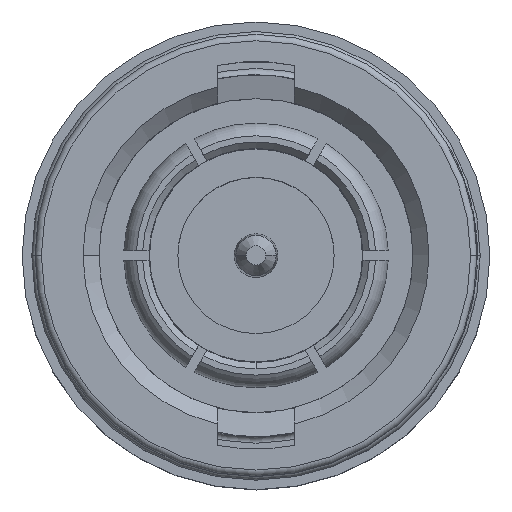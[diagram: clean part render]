
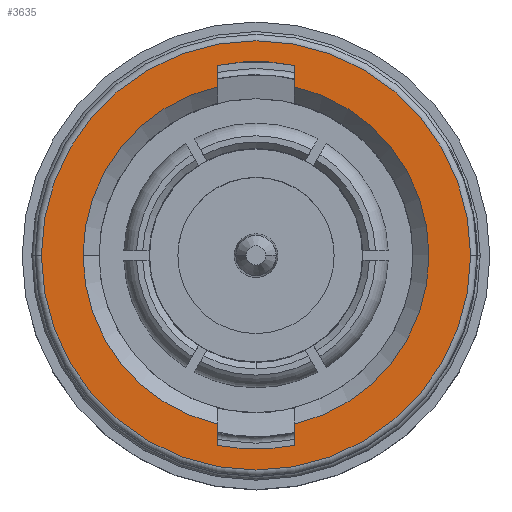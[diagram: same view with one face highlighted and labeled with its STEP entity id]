
A CAD part, top view. The second image highlights one B-rep face of the part: STEP entity #3635.
In plain terms, the highlighted planar face has unit normal (0, 0, 1).
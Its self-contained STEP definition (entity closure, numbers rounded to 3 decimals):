
#59 = VERTEX_POINT ( 'NONE', #7087 ) ;
#94 = VERTEX_POINT ( 'NONE', #7090 ) ;
#117 = VERTEX_POINT ( 'NONE', #9231 ) ;
#136 = VERTEX_POINT ( 'NONE', #9220 ) ;
#141 = VERTEX_POINT ( 'NONE', #9224 ) ;
#143 = VERTEX_POINT ( 'NONE', #9226 ) ;
#191 = VERTEX_POINT ( 'NONE', #7099 ) ;
#582 = CARTESIAN_POINT ( 'NONE',  ( -1.2, -5.265, 0.85 ) ) ;
#1205 = EDGE_CURVE ( 'NONE', #117, #141, #2190, .T. ) ;
#1207 = EDGE_CURVE ( 'NONE', #191, #117, #2189, .T. ) ;
#1212 = EDGE_CURVE ( 'NONE', #141, #143, #2196, .T. ) ;
#1220 = EDGE_CURVE ( 'NONE', #2181, #94, #2200, .T. ) ;
#2181 = VERTEX_POINT ( 'NONE', #582 ) ;
#2189 = LINE ( 'NONE', #4078, #2194 ) ;
#2190 = CIRCLE ( 'NONE', #12879, 6.05 ) ;
#2194 = VECTOR ( 'NONE', #4130, 1000. ) ;
#2196 = LINE ( 'NONE', #4125, #2199 ) ;
#2198 = VECTOR ( 'NONE', #3455, 1000. ) ;
#2199 = VECTOR ( 'NONE', #4076, 1000. ) ;
#2200 = LINE ( 'NONE', #3524, #2198 ) ;
#2918 = ORIENTED_EDGE ( 'NONE', *, *, #1212, .F. ) ;
#2922 = ORIENTED_EDGE ( 'NONE', *, *, #10362, .F. ) ;
#2953 = ORIENTED_EDGE ( 'NONE', *, *, #1220, .F. ) ;
#2959 = ORIENTED_EDGE ( 'NONE', *, *, #10168, .F. ) ;
#2961 = ORIENTED_EDGE ( 'NONE', *, *, #1205, .F. ) ;
#2990 = ORIENTED_EDGE ( 'NONE', *, *, #12837, .F. ) ;
#3001 = ORIENTED_EDGE ( 'NONE', *, *, #10376, .F. ) ;
#3032 = ORIENTED_EDGE ( 'NONE', *, *, #12807, .F. ) ;
#3045 = ORIENTED_EDGE ( 'NONE', *, *, #1207, .F. ) ;
#3047 = ORIENTED_EDGE ( 'NONE', *, *, #10056, .T. ) ;
#3455 = DIRECTION ( 'NONE',  ( 0., -1., 0. ) ) ;
#3524 = CARTESIAN_POINT ( 'NONE',  ( -1.2, -4.751, 0.85 ) ) ;
#3635 = ADVANCED_FACE ( 'NONE', ( #11588, #11592 ), #10485, .F. ) ;
#4076 = DIRECTION ( 'NONE',  ( 0., -1., 0. ) ) ;
#4078 = CARTESIAN_POINT ( 'NONE',  ( 1.2, 4.751, 0.85 ) ) ;
#4080 = DIRECTION ( 'NONE',  ( -1., 0., 0. ) ) ;
#4119 = DIRECTION ( 'NONE',  ( 0., 0., 1. ) ) ;
#4125 = CARTESIAN_POINT ( 'NONE',  ( -1.2, 4.751, 0.85 ) ) ;
#4130 = DIRECTION ( 'NONE',  ( 0., 1., 0. ) ) ;
#4143 = CARTESIAN_POINT ( 'NONE',  ( 0., 0., 0.85 ) ) ;
#6319 = EDGE_LOOP ( 'NONE', ( #2990, #2953, #2959, #3032, #2918, #2961, #3045, #2922, #3001 ) ) ;
#6336 = EDGE_LOOP ( 'NONE', ( #8785, #3047 ) ) ;
#7087 = CARTESIAN_POINT ( 'NONE',  ( 1.2, -5.93, 0.85 ) ) ;
#7090 = CARTESIAN_POINT ( 'NONE',  ( -1.2, -5.93, 0.85 ) ) ;
#7099 = CARTESIAN_POINT ( 'NONE',  ( 1.2, 5.265, 0.85 ) ) ;
#8424 = VERTEX_POINT ( 'NONE', #13469 ) ;
#8777 = VERTEX_POINT ( 'NONE', #13556 ) ;
#8785 = ORIENTED_EDGE ( 'NONE', *, *, #12767, .T. ) ;
#9220 = CARTESIAN_POINT ( 'NONE',  ( 1.2, -5.265, 0.85 ) ) ;
#9224 = CARTESIAN_POINT ( 'NONE',  ( -1.2, 5.93, 0.85 ) ) ;
#9226 = CARTESIAN_POINT ( 'NONE',  ( -1.2, 5.265, 0.85 ) ) ;
#9231 = CARTESIAN_POINT ( 'NONE',  ( 1.2, 5.93, 0.85 ) ) ;
#9577 = AXIS2_PLACEMENT_3D ( 'NONE', #10492, #10493, #10494 ) ;
#10056 = EDGE_CURVE ( 'NONE', #12603, #8424, #14315, .T. ) ;
#10168 = EDGE_CURVE ( 'NONE', #8777, #2181, #14353, .T. ) ;
#10362 = EDGE_CURVE ( 'NONE', #136, #191, #14462, .T. ) ;
#10376 = EDGE_CURVE ( 'NONE', #59, #136, #14465, .T. ) ;
#10485 = PLANE ( 'NONE',  #9577 ) ;
#10492 = CARTESIAN_POINT ( 'NONE',  ( 0., 0., 0.85 ) ) ;
#10493 = DIRECTION ( 'NONE',  ( 0., 0., -1. ) ) ;
#10494 = DIRECTION ( 'NONE',  ( 1., 0., 0. ) ) ;
#11588 = FACE_OUTER_BOUND ( 'NONE', #6336, .T. ) ;
#11592 = FACE_BOUND ( 'NONE', #6319, .T. ) ;
#12224 = AXIS2_PLACEMENT_3D ( 'NONE', #13993, #13994, #13995 ) ;
#12248 = AXIS2_PLACEMENT_3D ( 'NONE', #14845, #14846, #14847 ) ;
#12276 = AXIS2_PLACEMENT_3D ( 'NONE', #15299, #15300, #15301 ) ;
#12310 = AXIS2_PLACEMENT_3D ( 'NONE', #15687, #15688, #15689 ) ;
#12335 = AXIS2_PLACEMENT_3D ( 'NONE', #15740, #15741, #15742 ) ;
#12350 = AXIS2_PLACEMENT_3D ( 'NONE', #15812, #15813, #15814 ) ;
#12603 = VERTEX_POINT ( 'NONE', #15354 ) ;
#12767 = EDGE_CURVE ( 'NONE', #8424, #12603, #14580, .T. ) ;
#12807 = EDGE_CURVE ( 'NONE', #143, #8777, #14608, .T. ) ;
#12837 = EDGE_CURVE ( 'NONE', #94, #59, #14621, .T. ) ;
#12879 = AXIS2_PLACEMENT_3D ( 'NONE', #4143, #4119, #4080 ) ;
#13469 = CARTESIAN_POINT ( 'NONE',  ( 6.7, 0., 0.85 ) ) ;
#13556 = CARTESIAN_POINT ( 'NONE',  ( -5.4, 0., 0.85 ) ) ;
#13993 = CARTESIAN_POINT ( 'NONE',  ( 0., 0., 0.85 ) ) ;
#13994 = DIRECTION ( 'NONE',  ( 0., 0., 1. ) ) ;
#13995 = DIRECTION ( 'NONE',  ( 1., 0., 0. ) ) ;
#14315 = CIRCLE ( 'NONE', #12224, 6.7 ) ;
#14353 = CIRCLE ( 'NONE', #12248, 5.4 ) ;
#14462 = CIRCLE ( 'NONE', #12276, 5.4 ) ;
#14465 = LINE ( 'NONE', #15340, #14467 ) ;
#14467 = VECTOR ( 'NONE', #15342, 1000. ) ;
#14580 = CIRCLE ( 'NONE', #12310, 6.7 ) ;
#14608 = CIRCLE ( 'NONE', #12335, 5.4 ) ;
#14621 = CIRCLE ( 'NONE', #12350, 6.05 ) ;
#14845 = CARTESIAN_POINT ( 'NONE',  ( 0., 0., 0.85 ) ) ;
#14846 = DIRECTION ( 'NONE',  ( 0., 0., 1. ) ) ;
#14847 = DIRECTION ( 'NONE',  ( -1., 0., 0. ) ) ;
#15299 = CARTESIAN_POINT ( 'NONE',  ( 0., 0., 0.85 ) ) ;
#15300 = DIRECTION ( 'NONE',  ( 0., 0., 1. ) ) ;
#15301 = DIRECTION ( 'NONE',  ( -1., 0., 0. ) ) ;
#15340 = CARTESIAN_POINT ( 'NONE',  ( 1.2, -4.751, 0.85 ) ) ;
#15342 = DIRECTION ( 'NONE',  ( 0., 1., 0. ) ) ;
#15354 = CARTESIAN_POINT ( 'NONE',  ( -6.7, 0., 0.85 ) ) ;
#15687 = CARTESIAN_POINT ( 'NONE',  ( 0., 0., 0.85 ) ) ;
#15688 = DIRECTION ( 'NONE',  ( 0., 0., 1. ) ) ;
#15689 = DIRECTION ( 'NONE',  ( 1., 0., 0. ) ) ;
#15740 = CARTESIAN_POINT ( 'NONE',  ( 0., 0., 0.85 ) ) ;
#15741 = DIRECTION ( 'NONE',  ( 0., 0., 1. ) ) ;
#15742 = DIRECTION ( 'NONE',  ( -1., 0., 0. ) ) ;
#15812 = CARTESIAN_POINT ( 'NONE',  ( 0., 0., 0.85 ) ) ;
#15813 = DIRECTION ( 'NONE',  ( 0., 0., 1. ) ) ;
#15814 = DIRECTION ( 'NONE',  ( 1., 0., 0. ) ) ;
